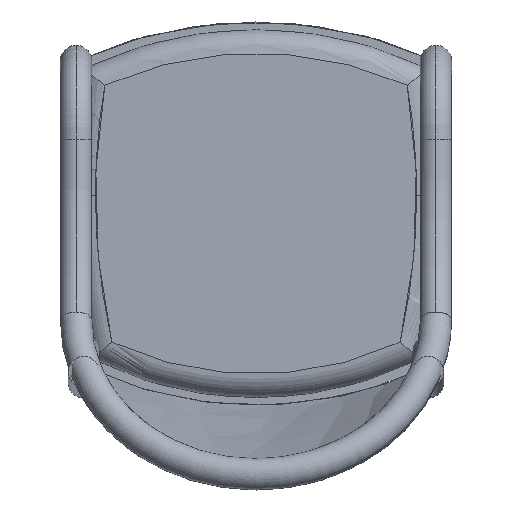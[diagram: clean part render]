
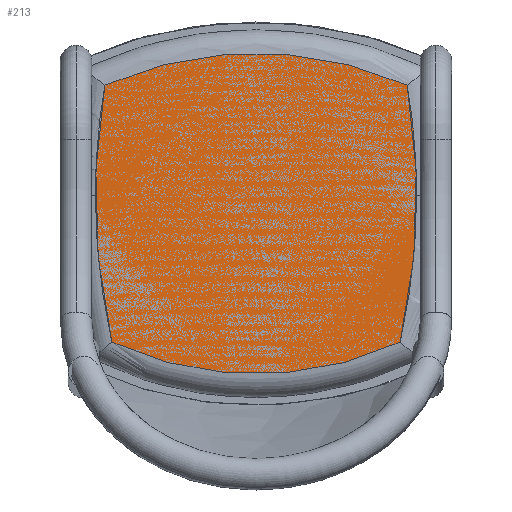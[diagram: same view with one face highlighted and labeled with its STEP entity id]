
A CAD part, top view. The second image highlights one B-rep face of the part: STEP entity #213.
In plain terms, the highlighted face is planar.
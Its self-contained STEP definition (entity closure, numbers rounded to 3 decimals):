
#2=CARTESIAN_POINT('POINT1',(-18.411,
   13.078,48.));
#3=VERTEX_POINT('VERTEX1',#2);
#4=CARTESIAN_POINT('POINT2',(-19.326,
   45.928,48.));
#5=VERTEX_POINT('VERTEX2',#4);
#6=CARTESIAN_POINT('POS1',(63.094,31.786,
   48.));
#7=DIRECTION('DIR1',(0.,0.,-1.));
#8=DIRECTION('DIR2',(-1.,-0.028,
   0.));
#9=AXIS2_PLACEMENT_3D('AXIS1',#6,#7,#8);
#10=CIRCLE('ELLIPSE1',#9,83.625);
#11=EDGE_CURVE('EDGE1',#3,#5,#10,.T.);
#66=CARTESIAN_POINT('POINT5',(18.411,
   13.078,48.));
#67=VERTEX_POINT('VERTEX5',#66);
#68=CARTESIAN_POINT('POS4',(0.,52.6,48.));
#69=DIRECTION('DIR7',(0.,0.,-1.));
#70=DIRECTION('DIR8',(0.,-1.,0.));
#71=AXIS2_PLACEMENT_3D('AXIS4',#68,#69,#70);
#72=CIRCLE('ELLIPSE3',#71,43.6);
#73=EDGE_CURVE('EDGE5',#67,#3,#72,.T.);
#108=CARTESIAN_POINT('POINT7',(19.326,
   45.928,48.));
#109=VERTEX_POINT('VERTEX7',#108);
#110=CARTESIAN_POINT('POS7',(0.,2.1,48.));
#111=DIRECTION('DIR13',(0.,0.,-1.));
#112=DIRECTION('DIR14',(0.,1.,0.));
#113=AXIS2_PLACEMENT_3D('AXIS7',#110,#111,#112);
#114=CIRCLE('ELLIPSE5',#113,47.9);
#115=EDGE_CURVE('EDGE8',#5,#109,#114,.T.);
#154=CARTESIAN_POINT('POINT10',(20.531,
   31.786,48.));
#155=VERTEX_POINT('VERTEX10',#154);
#163=CARTESIAN_POINT('POS11',(-63.094,
   31.786,48.));
#164=DIRECTION('DIR21',(0.,0.,-1.));
#165=DIRECTION('DIR22',(1.,-0.028,
   0.));
#166=AXIS2_PLACEMENT_3D('AXIS11',#163,#164,#165);
#167=CIRCLE('ELLIPSE8',#166,83.625);
#168=EDGE_CURVE('EDGE12',#155,#67,#167,.T.);
#195=EDGE_CURVE('EDGE15',#109,#155,#167,.T.);
#201=ORIENTED_EDGE('COEDGE21',*,*,#195,.T.);
#202=ORIENTED_EDGE('COEDGE22',*,*,#168,.T.);
#203=ORIENTED_EDGE('COEDGE23',*,*,#73,.T.);
#204=ORIENTED_EDGE('COEDGE24',*,*,#11,.T.);
#205=ORIENTED_EDGE('COEDGE25',*,*,#115,.T.);
#206=EDGE_LOOP('NONE',(#201,#202,#203,#204,#205));
#207=FACE_BOUND('LOOP1',#206,.F.);
#208=CARTESIAN_POINT('POS15',(0.,
   29.486,48.));
#209=DIRECTION('DIR29',(0.,0.,1.));
#210=DIRECTION('DIR30',(1.,0.,0.));
#211=AXIS2_PLACEMENT_3D('AXIS15',#208,#209,#210);
#212=PLANE('PLANE1',#211);
#213=ADVANCED_FACE('FACE6',(#207),#212,.T.);
